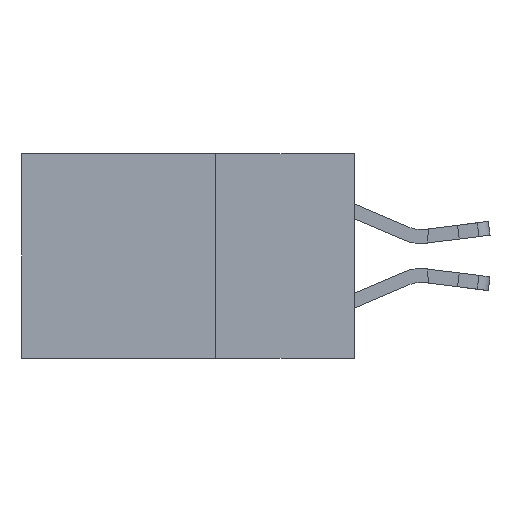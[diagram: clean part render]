
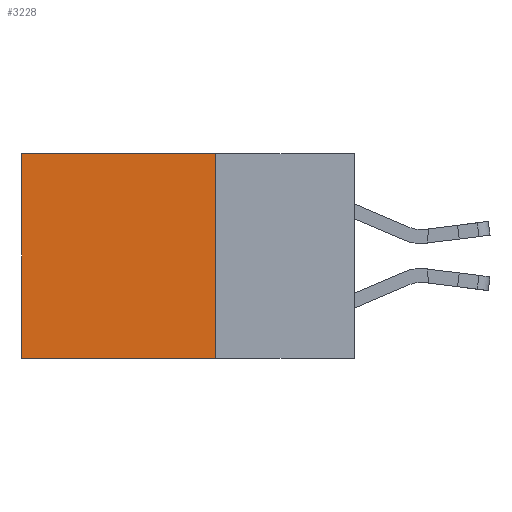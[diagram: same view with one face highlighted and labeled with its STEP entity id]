
A CAD part, left-side view. The second image highlights one B-rep face of the part: STEP entity #3228.
In plain terms, the highlighted planar face has unit normal (-1, 0, 0).
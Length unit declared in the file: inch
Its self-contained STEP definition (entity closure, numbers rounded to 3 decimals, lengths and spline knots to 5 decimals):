
#484 = EDGE_CURVE ( 'NONE', #4841, #6030, #3078, .T. ) ;
#519 = VERTEX_POINT ( 'NONE', #10284 ) ;
#965 = DIRECTION ( 'NONE',  ( 0., 1., 0. ) ) ;
#1013 = CARTESIAN_POINT ( 'NONE',  ( 0.298, 0.25, -0.37 ) ) ;
#1153 = DIRECTION ( 'NONE',  ( 0., 0., -1. ) ) ;
#1830 = ORIENTED_EDGE ( 'NONE', *, *, #7756, .T. ) ;
#1912 = ORIENTED_EDGE ( 'NONE', *, *, #4517, .F. ) ;
#2018 = VECTOR ( 'NONE', #9234, 39.37008 ) ;
#2111 = ORIENTED_EDGE ( 'NONE', *, *, #484, .F. ) ;
#2187 = VECTOR ( 'NONE', #965, 39.37008 ) ;
#2213 = LINE ( 'NONE', #5771, #4531 ) ;
#2323 = ORIENTED_EDGE ( 'NONE', *, *, #4240, .T. ) ;
#2770 = VECTOR ( 'NONE', #6672, 39.37008 ) ;
#2847 = CARTESIAN_POINT ( 'NONE',  ( 0.298, 0.6, -0.37 ) ) ;
#3078 = LINE ( 'NONE', #9330, #2770 ) ;
#3228 = ADVANCED_FACE ( 'NONE', ( #6106 ), #10168, .F. ) ;
#3791 = CARTESIAN_POINT ( 'NONE',  ( 0.298, 0.25, 0. ) ) ;
#4240 = EDGE_CURVE ( 'NONE', #4841, #519, #12506, .T. ) ;
#4517 = EDGE_CURVE ( 'NONE', #6030, #8539, #7339, .T. ) ;
#4531 = VECTOR ( 'NONE', #4774, 39.37008 ) ;
#4774 = DIRECTION ( 'NONE',  ( 0., 0., -1. ) ) ;
#4841 = VERTEX_POINT ( 'NONE', #8048 ) ;
#5340 = EDGE_LOOP ( 'NONE', ( #1830, #1912, #2111, #2323 ) ) ;
#5771 = CARTESIAN_POINT ( 'NONE',  ( 0.298, 0.6, 0. ) ) ;
#6030 = VERTEX_POINT ( 'NONE', #9722 ) ;
#6106 = FACE_OUTER_BOUND ( 'NONE', #5340, .T. ) ;
#6672 = DIRECTION ( 'NONE',  ( 0., 0., -1. ) ) ;
#7199 = AXIS2_PLACEMENT_3D ( 'NONE', #10152, #10070, #1153 ) ;
#7339 = LINE ( 'NONE', #1013, #2018 ) ;
#7756 = EDGE_CURVE ( 'NONE', #519, #8539, #2213, .T. ) ;
#8048 = CARTESIAN_POINT ( 'NONE',  ( 0.298, 0.25, 0. ) ) ;
#8539 = VERTEX_POINT ( 'NONE', #2847 ) ;
#9234 = DIRECTION ( 'NONE',  ( 0., 1., 0. ) ) ;
#9330 = CARTESIAN_POINT ( 'NONE',  ( 0.298, 0.25, 0. ) ) ;
#9722 = CARTESIAN_POINT ( 'NONE',  ( 0.298, 0.25, -0.37 ) ) ;
#10070 = DIRECTION ( 'NONE',  ( 1., 0., 0. ) ) ;
#10152 = CARTESIAN_POINT ( 'NONE',  ( 0.298, 0.25, 0. ) ) ;
#10168 = PLANE ( 'NONE',  #7199 ) ;
#10284 = CARTESIAN_POINT ( 'NONE',  ( 0.298, 0.6, 0. ) ) ;
#12506 = LINE ( 'NONE', #3791, #2187 ) ;
